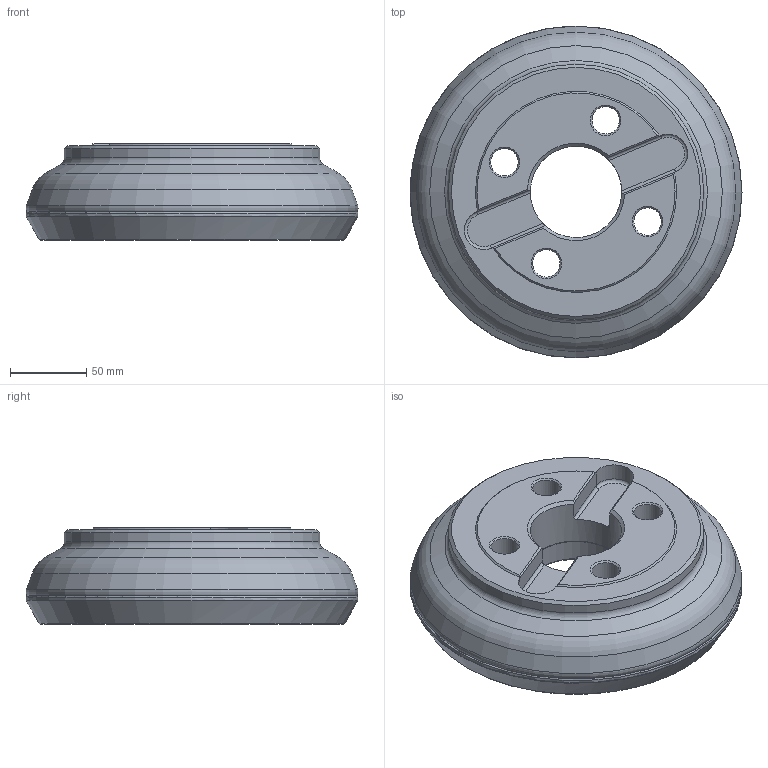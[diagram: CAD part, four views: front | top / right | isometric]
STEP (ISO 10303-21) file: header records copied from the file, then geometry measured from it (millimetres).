
FILE_DESCRIPTION(/* description */ (''),/* implementation_level */ '2;1');
FILE_NAME(/* name */ '200C08R-F60SB22X_115009261ndi000_00-SIM.stp',/* time_stamp */ '2020-01-07T09:09:55+01:00',/* author */ (''),/* organization */ (''),/* preprocessor_version */ 'ST-DEVELOPER v16.7',/* originating_system */ 'SIEMENS PLM Software NX 12.0',/* authorisation */ '');
FILE_SCHEMA (('AUTOMOTIVE_DESIGN { 1 0 10303 214 3 1 1 1 }'));
Length unit declared in the file: millimetre
Products named in the file (1): hm150D8C1F1Eq056
Bounding box: 217.83 x 217.82 x 63 mm (x, y, z)
Volume: 1628513.2 mm3; surface area: 163538.7 mm2
Topology: 2 solids, 2 shells, 82 faces, 201 edges, 126 vertices
Faces by surface type: cone 23, plane 19, cylinder 17, revolution 16, torus 7
Full cylindrical faces by diameter (mm): 18 x4, 26 x4, 60 x1, 62 x1, 167.5 x1
Entity records: 2117 total; most frequent: CARTESIAN_POINT 421, DIRECTION 364, ORIENTED_EDGE 250, AXIS2_PLACEMENT_3D 156, EDGE_LOOP 148, FACE_BOUND 126, EDGE_CURVE 125, VERTEX_POINT 101
